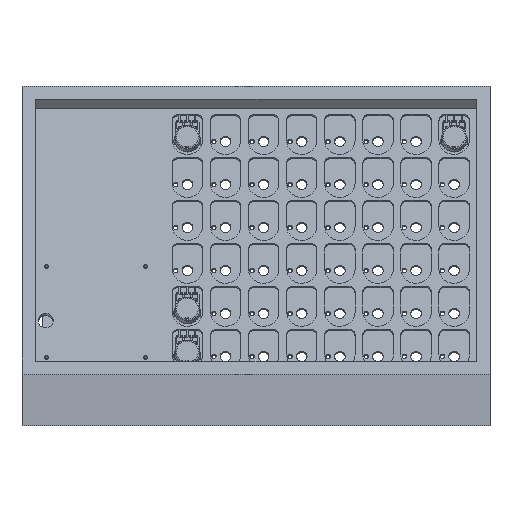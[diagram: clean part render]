
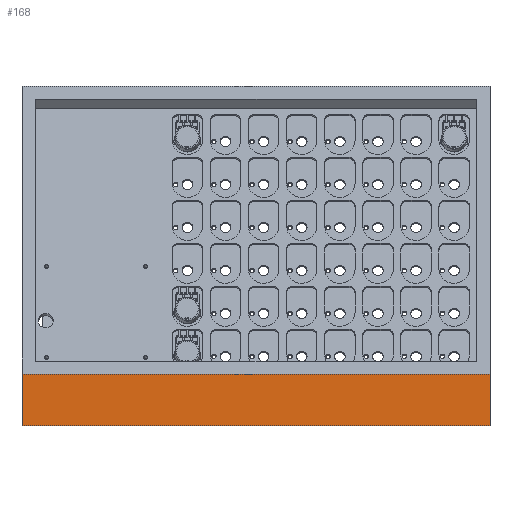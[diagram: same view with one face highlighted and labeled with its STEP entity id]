
A CAD part, front view. The second image highlights one B-rep face of the part: STEP entity #168.
In plain terms, the highlighted planar face has unit normal (0, -1, 0).
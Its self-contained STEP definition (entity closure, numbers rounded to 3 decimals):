
#51=CARTESIAN_POINT('Vertex',(-153.5,-100.5,0.)) ;
#54=CARTESIAN_POINT('Line Origine',(0.,-100.5,0.)) ;
#58=CARTESIAN_POINT('Vertex',(153.5,-100.5,0.)) ;
#123=CARTESIAN_POINT('Vertex',(153.5,-100.5,-34.)) ;
#133=CARTESIAN_POINT('Line Origine',(153.5,-100.5,-17.)) ;
#145=CARTESIAN_POINT('Axis2P3D Location',(153.5,-100.5,0.)) ;
#150=CARTESIAN_POINT('Line Origine',(0.,-100.5,-34.)) ;
#154=CARTESIAN_POINT('Vertex',(-153.5,-100.5,-34.)) ;
#157=CARTESIAN_POINT('Line Origine',(-153.5,-100.5,-17.)) ;
#56=VECTOR('Line Direction',#55,1.) ;
#135=VECTOR('Line Direction',#134,1.) ;
#152=VECTOR('Line Direction',#151,1.) ;
#159=VECTOR('Line Direction',#158,1.) ;
#55=DIRECTION('Vector Direction',(-1.,0.,0.)) ;
#134=DIRECTION('Vector Direction',(0.,0.,-1.)) ;
#146=DIRECTION('Axis2P3D Direction',(-0.,-1.,-0.)) ;
#147=DIRECTION('Axis2P3D XDirection',(-1.,0.,0.)) ;
#151=DIRECTION('Vector Direction',(-1.,0.,0.)) ;
#158=DIRECTION('Vector Direction',(0.,0.,-1.)) ;
#148=AXIS2_PLACEMENT_3D('Plane Axis2P3D',#145,#146,#147) ;
#57=LINE('Line',#54,#56) ;
#136=LINE('Line',#133,#135) ;
#153=LINE('Line',#150,#152) ;
#160=LINE('Line',#157,#159) ;
#149=PLANE('',#148) ;
#60=EDGE_CURVE('',#52,#59,#57,.F.) ;
#137=EDGE_CURVE('',#59,#124,#136,.T.) ;
#156=EDGE_CURVE('',#155,#124,#153,.F.) ;
#161=EDGE_CURVE('',#52,#155,#160,.T.) ;
#163=ORIENTED_EDGE('',*,*,#156,.T.) ;
#164=ORIENTED_EDGE('',*,*,#137,.F.) ;
#165=ORIENTED_EDGE('',*,*,#60,.F.) ;
#166=ORIENTED_EDGE('',*,*,#161,.T.) ;
#162=EDGE_LOOP('',(#163,#164,#165,#166)) ;
#52=VERTEX_POINT('',#51) ;
#59=VERTEX_POINT('',#58) ;
#124=VERTEX_POINT('',#123) ;
#155=VERTEX_POINT('',#154) ;
#168=ADVANCED_FACE('PartBody',(#167),#149,.T.) ;
#167=FACE_OUTER_BOUND('',#162,.T.) ;
